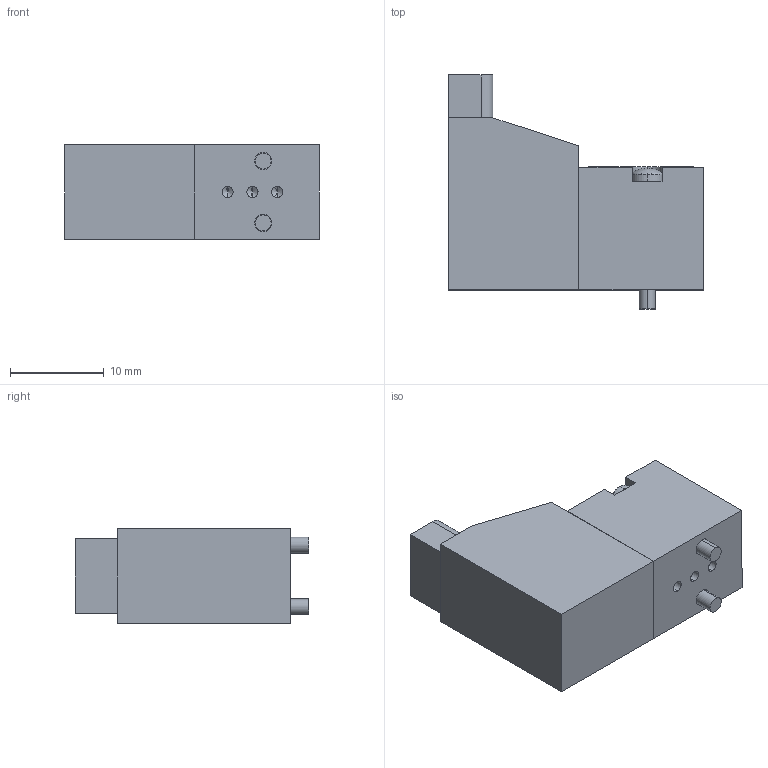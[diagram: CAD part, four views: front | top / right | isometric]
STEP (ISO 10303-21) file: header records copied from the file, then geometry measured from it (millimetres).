
FILE_DESCRIPTION (( 'STEP AP214' ), '1' );
FILE_NAME ('GVP-311CL-24D.step', '2018-10-25T18:25:16', ( '' ), ( '' ), 'SwSTEP 2.0', 'SolidWorks 2018', '' );
FILE_SCHEMA (( 'AUTOMOTIVE_DESIGN' ));
Length unit declared in the file: inch
Products named in the file (1): GVP-311CL-24D
Bounding box: 27.18 x 24.95 x 10.11 mm (x, y, z)
Volume: 4262.4 mm3; surface area: 2563.5 mm2
Topology: 4 solids, 4 shells, 106 faces, 257 edges, 159 vertices
Faces by surface type: plane 69, cylinder 23, cone 6, torus 4, sphere 4
Entity records: 4504 total; most frequent: DIRECTION 555, CARTESIAN_POINT 517, ORIENTED_EDGE 502, EDGE_CURVE 251, AXIS2_PLACEMENT_3D 197, VECTOR 161, LINE 161, VERTEX_POINT 159
